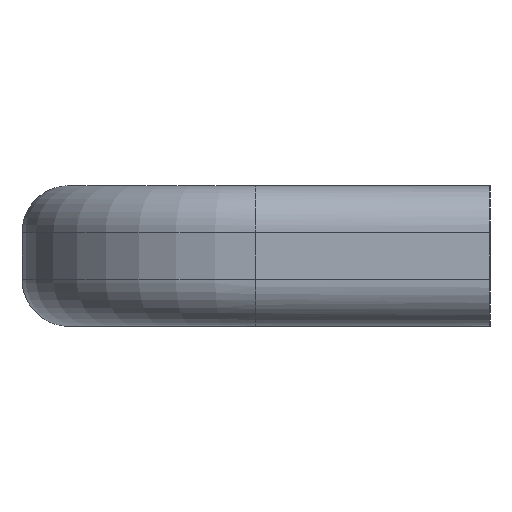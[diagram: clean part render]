
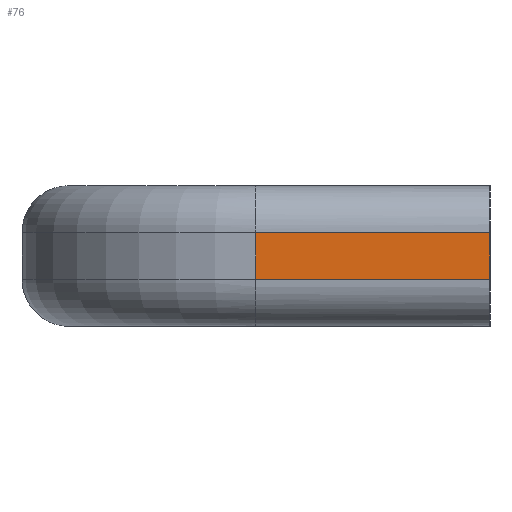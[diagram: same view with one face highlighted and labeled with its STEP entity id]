
A CAD part, left-side view. The second image highlights one B-rep face of the part: STEP entity #76.
In plain terms, the highlighted planar face has unit normal (-1, 0, 0).
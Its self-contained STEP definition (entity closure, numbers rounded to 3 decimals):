
#76 = ADVANCED_FACE( '', ( #165 ), #166, .F. );
#165 = FACE_OUTER_BOUND( '', #264, .T. );
#166 = PLANE( '', #265 );
#264 = EDGE_LOOP( '', ( #408, #409, #410, #411 ) );
#265 = AXIS2_PLACEMENT_3D( '', #412, #413, #414 );
#408 = ORIENTED_EDGE( '', *, *, #584, .T. );
#409 = ORIENTED_EDGE( '', *, *, #578, .F. );
#410 = ORIENTED_EDGE( '', *, *, #585, .F. );
#411 = ORIENTED_EDGE( '', *, *, #571, .T. );
#412 = CARTESIAN_POINT( '', ( 0., 0., 2. ) );
#413 = DIRECTION( '', ( 1., 0., 0. ) );
#414 = DIRECTION( '', ( 0., 0., -1. ) );
#571 = EDGE_CURVE( '', #674, #672, #675, .T. );
#578 = EDGE_CURVE( '', #685, #680, #687, .T. );
#584 = EDGE_CURVE( '', #672, #680, #693, .T. );
#585 = EDGE_CURVE( '', #674, #685, #694, .T. );
#672 = VERTEX_POINT( '', #865 );
#674 = VERTEX_POINT( '', #884 );
#675 = LINE( '', #885, #886 );
#680 = VERTEX_POINT( '', #892 );
#685 = VERTEX_POINT( '', #915 );
#687 = LINE( '', #917, #918 );
#693 = B_SPLINE_CURVE_WITH_KNOTS( '', 1, ( #941, #942 ), .UNSPECIFIED., .F., .F., ( 2, 2 ), ( 0., 1. ), .UNSPECIFIED. );
#694 = LINE( '', #943, #944 );
#865 = CARTESIAN_POINT( '', ( 0.001, 20., 2. ) );
#884 = CARTESIAN_POINT( '', ( 0., 0., 2. ) );
#885 = CARTESIAN_POINT( '', ( 0., 0., 2. ) );
#886 = VECTOR( '', #1034, 1000. );
#892 = CARTESIAN_POINT( '', ( 0.001, 20., -2. ) );
#915 = CARTESIAN_POINT( '', ( 0., 0., -2. ) );
#917 = CARTESIAN_POINT( '', ( 0., 0., -2. ) );
#918 = VECTOR( '', #1043, 1000. );
#941 = CARTESIAN_POINT( '', ( 0., 20., 2. ) );
#942 = CARTESIAN_POINT( '', ( 0., 20., -2. ) );
#943 = CARTESIAN_POINT( '', ( 0., 0., 2. ) );
#944 = VECTOR( '', #1050, 1000. );
#1034 = DIRECTION( '', ( 0., 1., 0. ) );
#1043 = DIRECTION( '', ( 0., 1., 0. ) );
#1050 = DIRECTION( '', ( 0., 0., -1. ) );
